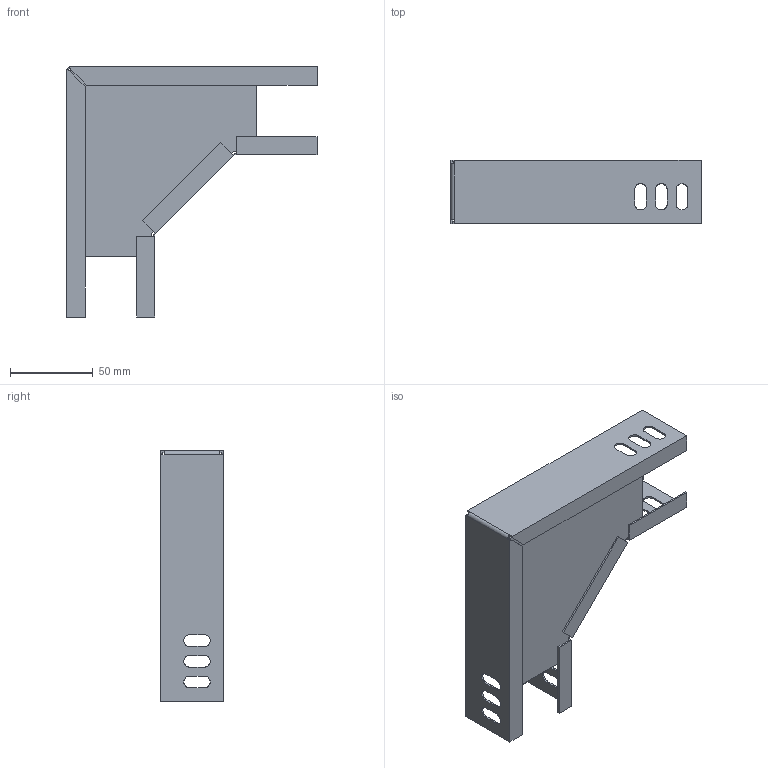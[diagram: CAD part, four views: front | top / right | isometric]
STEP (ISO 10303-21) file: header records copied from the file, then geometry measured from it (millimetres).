
FILE_DESCRIPTION (( 'STEP AP214' ), '1' );
FILE_NAME ('7124400.stp', '2020-01-08T14:45:57', ( '' ), ( '' ), 'SwSTEP 2.0', 'SolidWorks 2018', '' );
FILE_SCHEMA (( 'AUTOMOTIVE_DESIGN' ));
Length unit declared in the file: millimetre
Products named in the file (4): 121401_H=35; 001239_Standard; 121402_H=35; 7124400
Assembly tree (3 placements, depth 2):
  7124400
    001239_Standard
    121402_H=35
    121401_H=35
Bounding box: 151.03 x 38 x 151.03 mm (x, y, z)
Volume: 40397.8 mm3; surface area: 73349.6 mm2
Topology: 3 solids, 3 shells, 129 faces, 370 edges, 247 vertices
Faces by surface type: plane 99, cylinder 26, bspline 4
Entity records: 5845 total; most frequent: CARTESIAN_POINT 820, ORIENTED_EDGE 740, DIRECTION 676, EDGE_CURVE 370, VECTOR 310, LINE 310, VERTEX_POINT 247, AXIS2_PLACEMENT_3D 183
